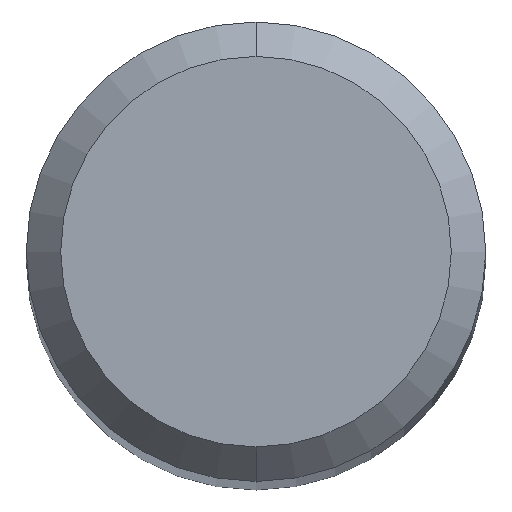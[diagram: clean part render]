
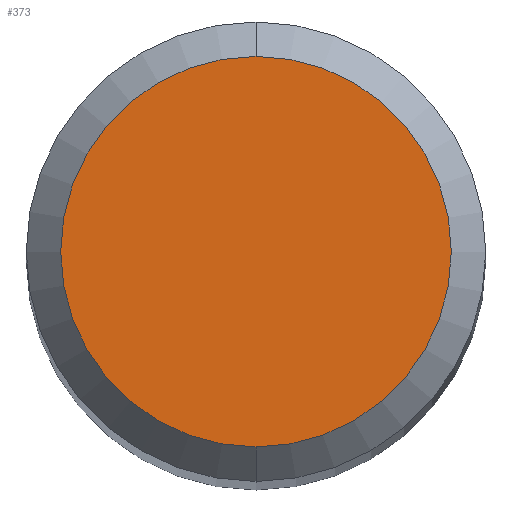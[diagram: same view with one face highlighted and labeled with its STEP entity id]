
A CAD part, top view. The second image highlights one B-rep face of the part: STEP entity #373.
In plain terms, the highlighted planar face has unit normal (0, 0, 1).
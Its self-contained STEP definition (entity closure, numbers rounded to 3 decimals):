
#331=VERTEX_POINT('',#672);
#361=VERTEX_POINT('',#703);
#373=ADVANCED_FACE('',(#716),#717,.T.);
#455=EDGE_CURVE('',#361,#331,#803,.T.);
#479=EDGE_CURVE('',#331,#361,#831,.T.);
#672=CARTESIAN_POINT('',(0.,-1.7,0.0));
#703=CARTESIAN_POINT('',(0.0,1.7,0.0));
#716=FACE_OUTER_BOUND('',#1246,.T.);
#717=PLANE('',#1247);
#803=CIRCLE('',#1435,1.7);
#831=CIRCLE('',#1492,1.7);
#1246=EDGE_LOOP('',(#1765,#1766));
#1247=AXIS2_PLACEMENT_3D('',#1767,#1768,#1769);
#1435=AXIS2_PLACEMENT_3D('',#1829,#1830,#1831);
#1492=AXIS2_PLACEMENT_3D('',#1865,#1866,#1867);
#1765=ORIENTED_EDGE('',*,*,#455,.F.);
#1766=ORIENTED_EDGE('',*,*,#479,.F.);
#1767=CARTESIAN_POINT('',(0.0,0.85,0.0));
#1768=DIRECTION('',(-0.0,0.0,1.0));
#1769=DIRECTION('',(0.0,-1.0,0.0));
#1829=CARTESIAN_POINT('',(0.0,0.0,0.0));
#1830=DIRECTION('',(0.0,0.0,-1.0));
#1831=DIRECTION('',(0.0,1.0,0.0));
#1865=CARTESIAN_POINT('',(0.0,0.0,0.0));
#1866=DIRECTION('',(0.0,0.0,-1.0));
#1867=DIRECTION('',(0.0,1.0,0.0));
